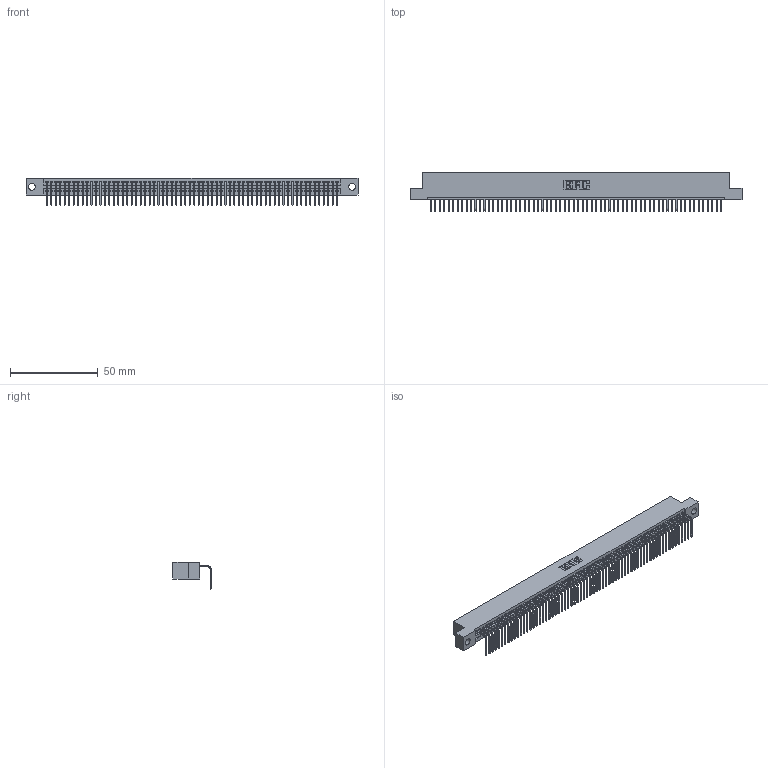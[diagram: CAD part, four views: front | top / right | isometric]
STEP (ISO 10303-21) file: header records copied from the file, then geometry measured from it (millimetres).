
FILE_DESCRIPTION (( 'STEP AP203' ), '1' );
FILE_NAME ('395-066-558-104.STEP', '2018-11-25T05:56:06', ( '' ), ( '' ), 'SwSTEP 2.0', 'SolidWorks 2016', '' );
FILE_SCHEMA (( 'CONFIG_CONTROL_DESIGN' ));
Length unit declared in the file: inch
Products named in the file (3): 395-066-558-104; 345 Part_Flush Mounting Lugs - 0.156 Dia-TH; 345-292-001_558 Tail - 2
Assembly tree (67 placements, depth 2):
  395-066-558-104
    345 Part_Flush Mounting Lugs - 0.156 Dia-TH
    345-292-001_558 Tail - 2  x66
Bounding box: 188.85 x 21.83 x 15.37 mm (x, y, z)
Volume: 18265.7 mm3; surface area: 25700.6 mm2
Topology: 67 solids, 67 shells, 4086 faces, 12353 edges, 8146 vertices
Faces by surface type: plane 2852, cylinder 1234
Entity records: 46529 total; most frequent: ORIENTED_EDGE 8066, CARTESIAN_POINT 8066, DIRECTION 7009, EDGE_CURVE 4033, LINE 3637, VECTOR 3637, VERTEX_POINT 2686, AXIS2_PLACEMENT_3D 1686
